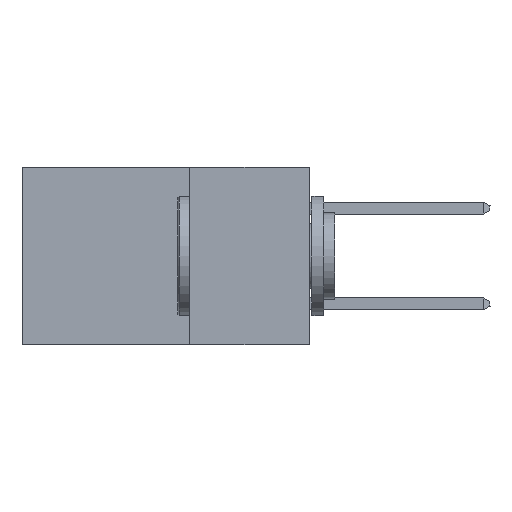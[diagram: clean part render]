
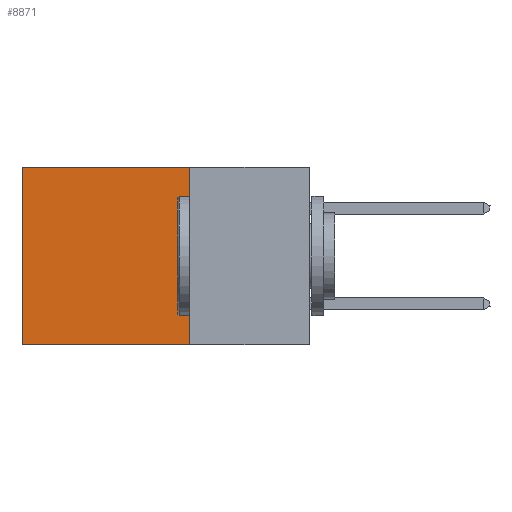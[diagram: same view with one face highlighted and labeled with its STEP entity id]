
A CAD part, left-side view. The second image highlights one B-rep face of the part: STEP entity #8871.
In plain terms, the highlighted planar face has unit normal (-1, 0, 0).
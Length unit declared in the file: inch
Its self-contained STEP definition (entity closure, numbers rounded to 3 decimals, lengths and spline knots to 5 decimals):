
#1113 = VERTEX_POINT ( 'NONE', #31063 ) ;
#1115 = VECTOR ( 'NONE', #35911, 39.37008 ) ;
#1393 = VECTOR ( 'NONE', #22977, 39.37008 ) ;
#2899 = VERTEX_POINT ( 'NONE', #22865 ) ;
#3609 = DIRECTION ( 'NONE',  ( 0., 0., -1. ) ) ;
#4541 = CARTESIAN_POINT ( 'NONE',  ( 0.2875, 0.25, 0. ) ) ;
#5835 = VECTOR ( 'NONE', #3609, 39.37008 ) ;
#7151 = LINE ( 'NONE', #23753, #27359 ) ;
#8061 = ORIENTED_EDGE ( 'NONE', *, *, #32036, .F. ) ;
#8871 = ADVANCED_FACE ( 'NONE', ( #37301 ), #37274, .F. ) ;
#9517 = LINE ( 'NONE', #20036, #1115 ) ;
#11781 = CARTESIAN_POINT ( 'NONE',  ( 0.2875, 0.25, 0. ) ) ;
#12902 = ORIENTED_EDGE ( 'NONE', *, *, #39461, .T. ) ;
#13710 = LINE ( 'NONE', #25255, #5835 ) ;
#14535 = DIRECTION ( 'NONE',  ( 0., 0., -1. ) ) ;
#14938 = DIRECTION ( 'NONE',  ( 0., 0., -1. ) ) ;
#18017 = CARTESIAN_POINT ( 'NONE',  ( 0.2875, 0.6, -0.37 ) ) ;
#20036 = CARTESIAN_POINT ( 'NONE',  ( 0.2875, 0.25, -0.37 ) ) ;
#22865 = CARTESIAN_POINT ( 'NONE',  ( 0.2875, 0.6, 0. ) ) ;
#22977 = DIRECTION ( 'NONE',  ( 0., 1., 0. ) ) ;
#23753 = CARTESIAN_POINT ( 'NONE',  ( 0.2875, 0.6, 0. ) ) ;
#25255 = CARTESIAN_POINT ( 'NONE',  ( 0.2875, 0.25, 0. ) ) ;
#26025 = CARTESIAN_POINT ( 'NONE',  ( 0.2875, 0.25, 0. ) ) ;
#27359 = VECTOR ( 'NONE', #14535, 39.37008 ) ;
#29561 = VERTEX_POINT ( 'NONE', #4541 ) ;
#31063 = CARTESIAN_POINT ( 'NONE',  ( 0.2875, 0.25, -0.37 ) ) ;
#31575 = VERTEX_POINT ( 'NONE', #18017 ) ;
#32036 = EDGE_CURVE ( 'NONE', #1113, #31575, #9517, .T. ) ;
#32088 = ORIENTED_EDGE ( 'NONE', *, *, #39745, .F. ) ;
#32570 = AXIS2_PLACEMENT_3D ( 'NONE', #11781, #37542, #14938 ) ;
#33817 = ORIENTED_EDGE ( 'NONE', *, *, #33992, .T. ) ;
#33992 = EDGE_CURVE ( 'NONE', #2899, #31575, #7151, .T. ) ;
#35911 = DIRECTION ( 'NONE',  ( 0., 1., 0. ) ) ;
#36453 = LINE ( 'NONE', #26025, #1393 ) ;
#37274 = PLANE ( 'NONE',  #32570 ) ;
#37301 = FACE_OUTER_BOUND ( 'NONE', #38103, .T. ) ;
#37542 = DIRECTION ( 'NONE',  ( 1., 0., 0. ) ) ;
#38103 = EDGE_LOOP ( 'NONE', ( #33817, #8061, #32088, #12902 ) ) ;
#39461 = EDGE_CURVE ( 'NONE', #29561, #2899, #36453, .T. ) ;
#39745 = EDGE_CURVE ( 'NONE', #29561, #1113, #13710, .T. ) ;
